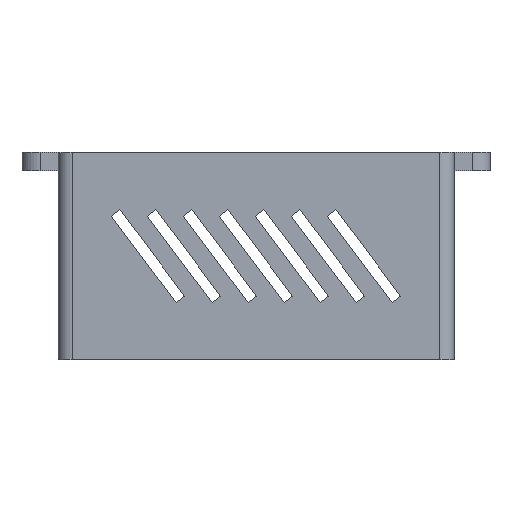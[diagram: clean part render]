
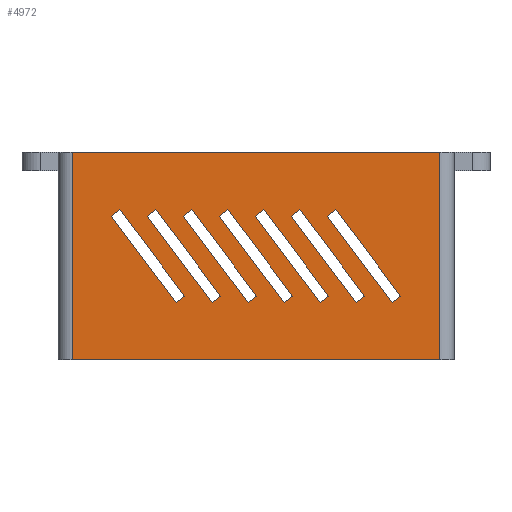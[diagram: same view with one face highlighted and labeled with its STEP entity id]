
A CAD part, left-side view. The second image highlights one B-rep face of the part: STEP entity #4972.
In plain terms, the highlighted planar face has unit normal (-1, 0, 0).
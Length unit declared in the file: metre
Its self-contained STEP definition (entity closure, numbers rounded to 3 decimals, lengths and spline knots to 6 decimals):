
#305=ORIENTED_EDGE('',*,*,#1791,.F.);
#306=ORIENTED_EDGE('',*,*,#1792,.F.);
#307=ORIENTED_EDGE('',*,*,#1793,.F.);
#308=ORIENTED_EDGE('',*,*,#1794,.F.);
#309=ORIENTED_EDGE('',*,*,#1795,.F.);
#310=ORIENTED_EDGE('',*,*,#1796,.F.);
#311=ORIENTED_EDGE('',*,*,#1797,.F.);
#312=ORIENTED_EDGE('',*,*,#1798,.F.);
#313=ORIENTED_EDGE('',*,*,#1799,.F.);
#314=ORIENTED_EDGE('',*,*,#1800,.F.);
#315=ORIENTED_EDGE('',*,*,#1801,.F.);
#316=ORIENTED_EDGE('',*,*,#1802,.F.);
#317=ORIENTED_EDGE('',*,*,#1803,.T.);
#318=ORIENTED_EDGE('',*,*,#1804,.T.);
#319=ORIENTED_EDGE('',*,*,#1805,.F.);
#320=ORIENTED_EDGE('',*,*,#1806,.T.);
#321=ORIENTED_EDGE('',*,*,#1807,.F.);
#322=ORIENTED_EDGE('',*,*,#1808,.F.);
#323=ORIENTED_EDGE('',*,*,#1809,.F.);
#324=ORIENTED_EDGE('',*,*,#1810,.F.);
#325=ORIENTED_EDGE('',*,*,#1811,.F.);
#326=ORIENTED_EDGE('',*,*,#1812,.F.);
#327=ORIENTED_EDGE('',*,*,#1813,.F.);
#328=ORIENTED_EDGE('',*,*,#1814,.F.);
#329=ORIENTED_EDGE('',*,*,#1815,.F.);
#330=ORIENTED_EDGE('',*,*,#1816,.F.);
#331=ORIENTED_EDGE('',*,*,#1817,.F.);
#332=ORIENTED_EDGE('',*,*,#1818,.F.);
#333=ORIENTED_EDGE('',*,*,#1819,.F.);
#334=ORIENTED_EDGE('',*,*,#1820,.F.);
#335=ORIENTED_EDGE('',*,*,#1821,.F.);
#336=ORIENTED_EDGE('',*,*,#1822,.F.);
#1791=EDGE_CURVE('',#2534,#2535,#3032,.T.);
#1792=EDGE_CURVE('',#2536,#2534,#3033,.T.);
#1793=EDGE_CURVE('',#2537,#2536,#3034,.T.);
#1794=EDGE_CURVE('',#2535,#2537,#3035,.T.);
#1795=EDGE_CURVE('',#2538,#2539,#3036,.T.);
#1796=EDGE_CURVE('',#2540,#2538,#3037,.T.);
#1797=EDGE_CURVE('',#2541,#2540,#3038,.T.);
#1798=EDGE_CURVE('',#2539,#2541,#3039,.T.);
#1799=EDGE_CURVE('',#2542,#2543,#3040,.T.);
#1800=EDGE_CURVE('',#2544,#2542,#3041,.T.);
#1801=EDGE_CURVE('',#2545,#2544,#3042,.T.);
#1802=EDGE_CURVE('',#2543,#2545,#3043,.T.);
#1803=EDGE_CURVE('',#2546,#2547,#3044,.T.);
#1804=EDGE_CURVE('',#2547,#2548,#3045,.F.);
#1805=EDGE_CURVE('',#2549,#2548,#3046,.T.);
#1806=EDGE_CURVE('',#2549,#2546,#3047,.T.);
#1807=EDGE_CURVE('',#2550,#2551,#3048,.T.);
#1808=EDGE_CURVE('',#2552,#2550,#3049,.T.);
#1809=EDGE_CURVE('',#2553,#2552,#3050,.T.);
#1810=EDGE_CURVE('',#2551,#2553,#3051,.T.);
#1811=EDGE_CURVE('',#2554,#2555,#3052,.T.);
#1812=EDGE_CURVE('',#2556,#2554,#3053,.T.);
#1813=EDGE_CURVE('',#2557,#2556,#3054,.T.);
#1814=EDGE_CURVE('',#2555,#2557,#3055,.T.);
#1815=EDGE_CURVE('',#2558,#2559,#3056,.T.);
#1816=EDGE_CURVE('',#2560,#2558,#3057,.T.);
#1817=EDGE_CURVE('',#2561,#2560,#3058,.T.);
#1818=EDGE_CURVE('',#2559,#2561,#3059,.T.);
#1819=EDGE_CURVE('',#2562,#2563,#3060,.T.);
#1820=EDGE_CURVE('',#2564,#2562,#3061,.T.);
#1821=EDGE_CURVE('',#2565,#2564,#3062,.T.);
#1822=EDGE_CURVE('',#2563,#2565,#3063,.T.);
#2534=VERTEX_POINT('',#6454);
#2535=VERTEX_POINT('',#6455);
#2536=VERTEX_POINT('',#6457);
#2537=VERTEX_POINT('',#6459);
#2538=VERTEX_POINT('',#6462);
#2539=VERTEX_POINT('',#6463);
#2540=VERTEX_POINT('',#6465);
#2541=VERTEX_POINT('',#6467);
#2542=VERTEX_POINT('',#6470);
#2543=VERTEX_POINT('',#6471);
#2544=VERTEX_POINT('',#6473);
#2545=VERTEX_POINT('',#6475);
#2546=VERTEX_POINT('',#6478);
#2547=VERTEX_POINT('',#6479);
#2548=VERTEX_POINT('',#6481);
#2549=VERTEX_POINT('',#6483);
#2550=VERTEX_POINT('',#6486);
#2551=VERTEX_POINT('',#6487);
#2552=VERTEX_POINT('',#6489);
#2553=VERTEX_POINT('',#6491);
#2554=VERTEX_POINT('',#6494);
#2555=VERTEX_POINT('',#6495);
#2556=VERTEX_POINT('',#6497);
#2557=VERTEX_POINT('',#6499);
#2558=VERTEX_POINT('',#6502);
#2559=VERTEX_POINT('',#6503);
#2560=VERTEX_POINT('',#6505);
#2561=VERTEX_POINT('',#6507);
#2562=VERTEX_POINT('',#6510);
#2563=VERTEX_POINT('',#6511);
#2564=VERTEX_POINT('',#6513);
#2565=VERTEX_POINT('',#6515);
#3032=LINE('',#6453,#3585);
#3033=LINE('',#6456,#3586);
#3034=LINE('',#6458,#3587);
#3035=LINE('',#6460,#3588);
#3036=LINE('',#6461,#3589);
#3037=LINE('',#6464,#3590);
#3038=LINE('',#6466,#3591);
#3039=LINE('',#6468,#3592);
#3040=LINE('',#6469,#3593);
#3041=LINE('',#6472,#3594);
#3042=LINE('',#6474,#3595);
#3043=LINE('',#6476,#3596);
#3044=LINE('',#6477,#3597);
#3045=LINE('',#6480,#3598);
#3046=LINE('',#6482,#3599);
#3047=LINE('',#6484,#3600);
#3048=LINE('',#6485,#3601);
#3049=LINE('',#6488,#3602);
#3050=LINE('',#6490,#3603);
#3051=LINE('',#6492,#3604);
#3052=LINE('',#6493,#3605);
#3053=LINE('',#6496,#3606);
#3054=LINE('',#6498,#3607);
#3055=LINE('',#6500,#3608);
#3056=LINE('',#6501,#3609);
#3057=LINE('',#6504,#3610);
#3058=LINE('',#6506,#3611);
#3059=LINE('',#6508,#3612);
#3060=LINE('',#6509,#3613);
#3061=LINE('',#6512,#3614);
#3062=LINE('',#6514,#3615);
#3063=LINE('',#6516,#3616);
#3585=VECTOR('',#5468,1.);
#3586=VECTOR('',#5469,1.);
#3587=VECTOR('',#5470,1.);
#3588=VECTOR('',#5471,1.);
#3589=VECTOR('',#5472,1.);
#3590=VECTOR('',#5473,1.);
#3591=VECTOR('',#5474,1.);
#3592=VECTOR('',#5475,1.);
#3593=VECTOR('',#5476,1.);
#3594=VECTOR('',#5477,1.);
#3595=VECTOR('',#5478,1.);
#3596=VECTOR('',#5479,1.);
#3597=VECTOR('',#5480,1.);
#3598=VECTOR('',#5481,1.);
#3599=VECTOR('',#5482,1.);
#3600=VECTOR('',#5483,1.);
#3601=VECTOR('',#5484,1.);
#3602=VECTOR('',#5485,1.);
#3603=VECTOR('',#5486,1.);
#3604=VECTOR('',#5487,1.);
#3605=VECTOR('',#5488,1.);
#3606=VECTOR('',#5489,1.);
#3607=VECTOR('',#5490,1.);
#3608=VECTOR('',#5491,1.);
#3609=VECTOR('',#5492,1.);
#3610=VECTOR('',#5493,1.);
#3611=VECTOR('',#5494,1.);
#3612=VECTOR('',#5495,1.);
#3613=VECTOR('',#5496,1.);
#3614=VECTOR('',#5497,1.);
#3615=VECTOR('',#5498,1.);
#3616=VECTOR('',#5499,1.);
#4138=EDGE_LOOP('',(#305,#306,#307,#308));
#4139=EDGE_LOOP('',(#309,#310,#311,#312));
#4140=EDGE_LOOP('',(#313,#314,#315,#316));
#4141=EDGE_LOOP('',(#317,#318,#319,#320));
#4142=EDGE_LOOP('',(#321,#322,#323,#324));
#4143=EDGE_LOOP('',(#325,#326,#327,#328));
#4144=EDGE_LOOP('',(#329,#330,#331,#332));
#4145=EDGE_LOOP('',(#333,#334,#335,#336));
#4471=FACE_BOUND('',#4138,.T.);
#4472=FACE_BOUND('',#4139,.T.);
#4473=FACE_BOUND('',#4140,.T.);
#4474=FACE_BOUND('',#4141,.T.);
#4475=FACE_BOUND('',#4142,.T.);
#4476=FACE_BOUND('',#4143,.T.);
#4477=FACE_BOUND('',#4144,.T.);
#4478=FACE_BOUND('',#4145,.T.);
#4804=PLANE('',#5248);
#4972=ADVANCED_FACE('',(#4471,#4472,#4473,#4474,#4475,#4476,#4477,#4478),
#4804,.F.);
#5248=AXIS2_PLACEMENT_3D('',#6452,#5466,#5467);
#5466=DIRECTION('',(1.,0.,0.));
#5467=DIRECTION('',(0.,0.,-1.));
#5468=DIRECTION('',(0.,-0.6,-0.8));
#5469=DIRECTION('',(0.,0.8,-0.6));
#5470=DIRECTION('',(0.,0.6,0.8));
#5471=DIRECTION('',(0.,-0.8,0.6));
#5472=DIRECTION('',(0.,-0.6,-0.8));
#5473=DIRECTION('',(0.,0.8,-0.6));
#5474=DIRECTION('',(0.,0.6,0.8));
#5475=DIRECTION('',(0.,-0.8,0.6));
#5476=DIRECTION('',(0.,-0.6,-0.8));
#5477=DIRECTION('',(0.,0.8,-0.6));
#5478=DIRECTION('',(0.,0.6,0.8));
#5479=DIRECTION('',(0.,-0.8,0.6));
#5480=DIRECTION('',(0.,1.,0.));
#5481=DIRECTION('',(0.,0.,1.));
#5482=DIRECTION('',(0.,1.,0.));
#5483=DIRECTION('',(0.,0.,1.));
#5484=DIRECTION('',(0.,0.6,0.8));
#5485=DIRECTION('',(0.,-0.8,0.6));
#5486=DIRECTION('',(0.,-0.6,-0.8));
#5487=DIRECTION('',(0.,0.8,-0.6));
#5488=DIRECTION('',(0.,-0.6,-0.8));
#5489=DIRECTION('',(0.,0.8,-0.6));
#5490=DIRECTION('',(0.,0.6,0.8));
#5491=DIRECTION('',(0.,-0.8,0.6));
#5492=DIRECTION('',(0.,-0.6,-0.8));
#5493=DIRECTION('',(0.,0.8,-0.6));
#5494=DIRECTION('',(0.,0.6,0.8));
#5495=DIRECTION('',(0.,-0.8,0.6));
#5496=DIRECTION('',(0.,-0.6,-0.8));
#5497=DIRECTION('',(0.,0.8,-0.6));
#5498=DIRECTION('',(0.,0.6,0.8));
#5499=DIRECTION('',(0.,-0.8,0.6));
#6452=CARTESIAN_POINT('',(-0.06,0.,-0.0775));
#6453=CARTESIAN_POINT('',(-0.06,-0.006176,-0.072868));
#6454=CARTESIAN_POINT('',(-0.06,0.0202,-0.0377));
#6455=CARTESIAN_POINT('',(-0.06,0.0022,-0.0617));
#6456=CARTESIAN_POINT('',(-0.06,0.026376,-0.042332));
#6457=CARTESIAN_POINT('',(-0.06,0.0178,-0.0359));
#6458=CARTESIAN_POINT('',(-0.06,-0.008576,-0.071068));
#6459=CARTESIAN_POINT('',(-0.06,-0.0002,-0.0599));
#6460=CARTESIAN_POINT('',(-0.06,0.008376,-0.066332));
#6461=CARTESIAN_POINT('',(-0.06,-0.018976,-0.063268));
#6462=CARTESIAN_POINT('',(-0.06,0.0002,-0.0377));
#6463=CARTESIAN_POINT('',(-0.06,-0.0178,-0.0617));
#6464=CARTESIAN_POINT('',(-0.06,0.019176,-0.051932));
#6465=CARTESIAN_POINT('',(-0.06,-0.0022,-0.0359));
#6466=CARTESIAN_POINT('',(-0.06,-0.021376,-0.061468));
#6467=CARTESIAN_POINT('',(-0.06,-0.0202,-0.0599));
#6468=CARTESIAN_POINT('',(-0.06,0.001176,-0.075932));
#6469=CARTESIAN_POINT('',(-0.06,0.000224,-0.077668));
#6470=CARTESIAN_POINT('',(-0.06,0.0302,-0.0377));
#6471=CARTESIAN_POINT('',(-0.06,0.0122,-0.0617));
#6472=CARTESIAN_POINT('',(-0.06,0.029976,-0.037532));
#6473=CARTESIAN_POINT('',(-0.06,0.0278,-0.0359));
#6474=CARTESIAN_POINT('',(-0.06,-0.002176,-0.075868));
#6475=CARTESIAN_POINT('',(-0.06,0.0098,-0.0599));
#6476=CARTESIAN_POINT('',(-0.06,0.011976,-0.061532));
#6477=CARTESIAN_POINT('',(-0.06,0.,-0.02));
#6478=CARTESIAN_POINT('',(-0.06,-0.051,-0.02));
#6479=CARTESIAN_POINT('',(-0.06,0.051,-0.02));
#6480=CARTESIAN_POINT('',(-0.06,0.051,-0.0775));
#6481=CARTESIAN_POINT('',(-0.06,0.051,-0.0775));
#6482=CARTESIAN_POINT('',(-0.06,0.,-0.0775));
#6483=CARTESIAN_POINT('',(-0.06,-0.051,-0.0775));
#6484=CARTESIAN_POINT('',(-0.06,-0.051,-0.02));
#6485=CARTESIAN_POINT('',(-0.06,-0.034176,-0.051868));
#6486=CARTESIAN_POINT('',(-0.06,-0.0402,-0.0599));
#6487=CARTESIAN_POINT('',(-0.06,-0.0222,-0.0359));
#6488=CARTESIAN_POINT('',(-0.06,-0.006024,-0.085532));
#6489=CARTESIAN_POINT('',(-0.06,-0.0378,-0.0617));
#6490=CARTESIAN_POINT('',(-0.06,-0.031776,-0.053668));
#6491=CARTESIAN_POINT('',(-0.06,-0.0198,-0.0377));
#6492=CARTESIAN_POINT('',(-0.06,0.011976,-0.061532));
#6493=CARTESIAN_POINT('',(-0.06,0.006624,-0.082468));
#6494=CARTESIAN_POINT('',(-0.06,0.0402,-0.0377));
#6495=CARTESIAN_POINT('',(-0.06,0.0222,-0.0617));
#6496=CARTESIAN_POINT('',(-0.06,0.033576,-0.032732));
#6497=CARTESIAN_POINT('',(-0.06,0.0378,-0.0359));
#6498=CARTESIAN_POINT('',(-0.06,0.004224,-0.080668));
#6499=CARTESIAN_POINT('',(-0.06,0.0198,-0.0599));
#6500=CARTESIAN_POINT('',(-0.06,0.015576,-0.056732));
#6501=CARTESIAN_POINT('',(-0.06,-0.025376,-0.058468));
#6502=CARTESIAN_POINT('',(-0.06,-0.0098,-0.0377));
#6503=CARTESIAN_POINT('',(-0.06,-0.0278,-0.0617));
#6504=CARTESIAN_POINT('',(-0.06,0.015576,-0.056732));
#6505=CARTESIAN_POINT('',(-0.06,-0.0122,-0.0359));
#6506=CARTESIAN_POINT('',(-0.06,-0.027776,-0.056668));
#6507=CARTESIAN_POINT('',(-0.06,-0.0302,-0.0599));
#6508=CARTESIAN_POINT('',(-0.06,-0.002424,-0.080732));
#6509=CARTESIAN_POINT('',(-0.06,-0.012576,-0.068068));
#6510=CARTESIAN_POINT('',(-0.06,0.0102,-0.0377));
#6511=CARTESIAN_POINT('',(-0.06,-0.0078,-0.0617));
#6512=CARTESIAN_POINT('',(-0.06,0.022776,-0.047132));
#6513=CARTESIAN_POINT('',(-0.06,0.0078,-0.0359));
#6514=CARTESIAN_POINT('',(-0.06,-0.014976,-0.066268));
#6515=CARTESIAN_POINT('',(-0.06,-0.0102,-0.0599));
#6516=CARTESIAN_POINT('',(-0.06,0.004776,-0.071132));
